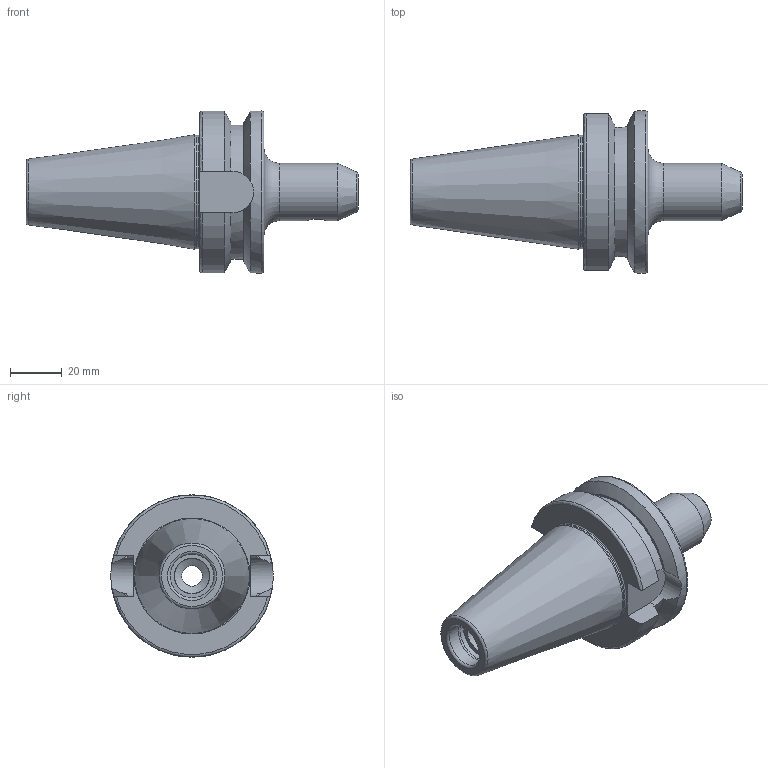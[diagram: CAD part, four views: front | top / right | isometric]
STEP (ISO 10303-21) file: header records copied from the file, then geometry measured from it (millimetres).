
FILE_DESCRIPTION(/* description */ (''),/* implementation_level */ '2;1');
FILE_NAME(/* name */ 'AH003B25.stp',/* time_stamp */ '2022-10-12T10:44:41+09:00',/* author */ ('YSH'),/* organization */ (''),/* preprocessor_version */ 'ST-DEVELOPER v18.1',/* originating_system */ 'Autodesk Inventor 2022',/* authorisation */ '');
FILE_SCHEMA (('AUTOMOTIVE_DESIGN { 1 0 10303 214 3 1 1 }'));
Length unit declared in the file: millimetre
Products named in the file (1): BT40
Bounding box: 128.9 x 63 x 63 mm (x, y, z)
Volume: 131619.8 mm3; surface area: 25704.8 mm2
Topology: 1 solids, 1 shells, 49 faces, 123 edges, 79 vertices
Faces by surface type: cylinder 15, plane 15, cone 10, torus 8, bspline 1
Full cylindrical faces by diameter (mm): 6.782 x1, 7.938 x1, 13.5 x1, 13.835 x1, 17 x1, 17.6 x1, 22.352 x1, 44 x1, 63 x1
Entity records: 1757 total; most frequent: CARTESIAN_POINT 532, DIRECTION 252, ORIENTED_EDGE 246, EDGE_CURVE 123, AXIS2_PLACEMENT_3D 103, VERTEX_POINT 79, EDGE_LOOP 56, CIRCLE 54
